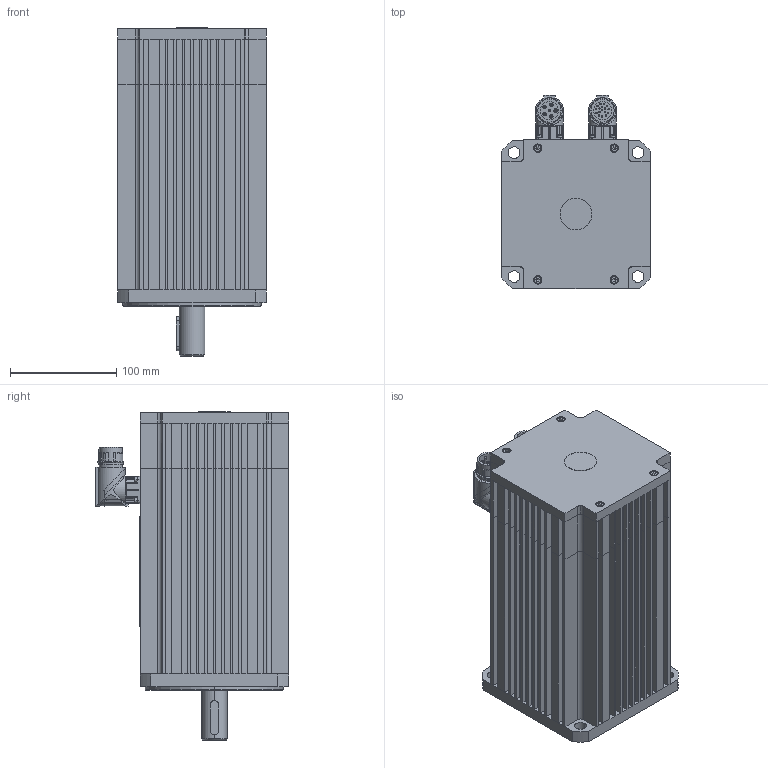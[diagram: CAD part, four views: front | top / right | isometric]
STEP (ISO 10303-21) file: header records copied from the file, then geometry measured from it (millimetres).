
FILE_DESCRIPTION((''),'2;1');
FILE_NAME('FP-1714 + Encoder Sick Stegmann SRS 50.stp','2012-09-14T08:44:28',('arodrigo'),(''),'Autodesk Inventor 9','Autodesk Inventor 9','');
FILE_SCHEMA(('AUTOMOTIVE_DESIGN { 1 0 10303 214 1 1 1 1 }'));
Length unit declared in the file: millimetre
Products named in the file (1): Pieza1
Bounding box: 140 x 182.15 x 308.7 mm (x, y, z)
Volume: 2545141.9 mm3; surface area: 463507.1 mm2
Topology: 29 solids, 37 shells, 1599 faces, 4105 edges, 2480 vertices
Faces by surface type: plane 745, cylinder 482, bspline 156, cone 98, sphere 62, torus 56
Entity records: 49175 total; most frequent: CARTESIAN_POINT 11393, DIRECTION 7983, ORIENTED_EDGE 7848, EDGE_CURVE 3924, AXIS2_PLACEMENT_3D 2964, VERTEX_POINT 2464, VECTOR 2055, LINE 2055
